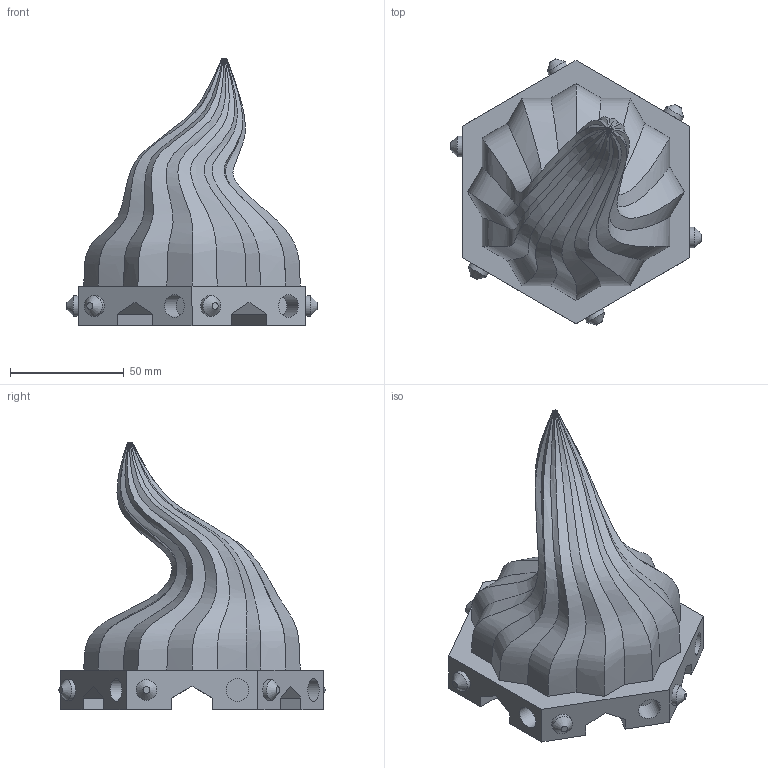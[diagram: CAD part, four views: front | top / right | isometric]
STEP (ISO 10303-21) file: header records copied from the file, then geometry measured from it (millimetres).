
FILE_DESCRIPTION(/* description */ (''),/* implementation_level */ '2;1');
FILE_NAME(/* name */ 'GlowingMatrix-2024-jan-07.step',/* time_stamp */ '2024-01-07T01:14:39-08:00',/* author */ (''),/* organization */ (''),/* preprocessor_version */ 'ST-DEVELOPER v20',/* originating_system */ 'Autodesk Translation Framework v12.14.0.127',/* authorisation */ '');
FILE_SCHEMA (('AUTOMOTIVE_DESIGN { 1 0 10303 214 3 1 1 }'));
Products named in the file (3): assembly; base_no_overhang; top
Assembly tree (2 placements, depth 2):
  assembly
    base_no_overhang
    top
Bounding box: 110 x 116.76 x 117.5 mm (x, y, z)
Volume: 293801.5 mm3; surface area: 121913.1 mm2
Topology: 3 solids, 13 shells, 505 faces, 1333 edges, 870 vertices
Faces by surface type: bspline 360, plane 103, cylinder 28, cone 14
Full cylindrical faces by diameter (mm): 9 x12, 10 x12, 33.25 x2, 78.272 x2
Entity records: 41360 total; most frequent: CARTESIAN_POINT 31539, ORIENTED_EDGE 2662, EDGE_CURVE 1331, B_SPLINE_CURVE_WITH_KNOTS 924, DIRECTION 892, VERTEX_POINT 870, EDGE_LOOP 533, FACE_OUTER_BOUND 505
